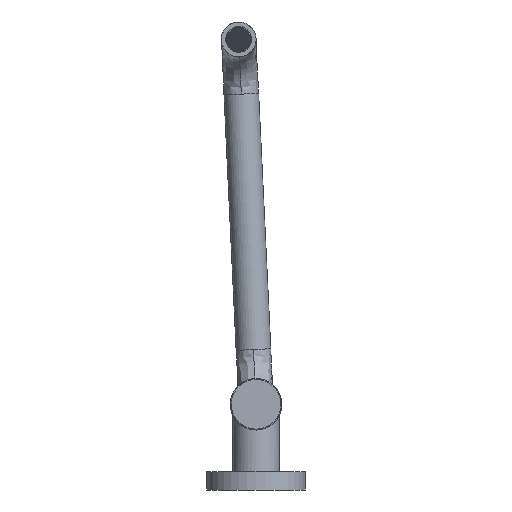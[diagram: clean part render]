
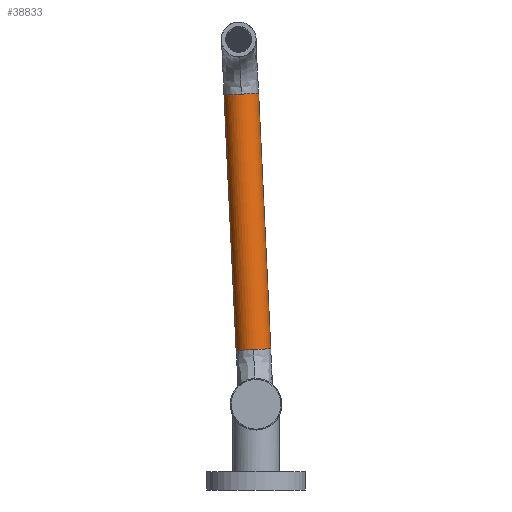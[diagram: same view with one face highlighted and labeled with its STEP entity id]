
A CAD part, front view. The second image highlights one B-rep face of the part: STEP entity #38833.
In plain terms, the highlighted cylindrical face has radius 9.5 mm (diameter 19 mm), a partial arc.
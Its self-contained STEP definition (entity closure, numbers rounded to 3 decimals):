
#222 = VECTOR ( 'NONE', #53300, 1000. ) ;
#2509 = LINE ( 'NONE', #88550, #222 ) ;
#6007 = AXIS2_PLACEMENT_3D ( 'NONE', #67580, #25142, #74701 ) ;
#8062 = DIRECTION ( 'NONE',  ( -0.047, 0., 0.999 ) ) ;
#8794 = EDGE_CURVE ( 'NONE', #19601, #24678, #32600, .T. ) ;
#8911 = CARTESIAN_POINT ( 'NONE',  ( -8.032, 240.515, 210.74 ) ) ;
#9341 = EDGE_LOOP ( 'NONE', ( #35954, #69616, #42094, #79280, #55507, #61210 ) ) ;
#9596 = VERTEX_POINT ( 'NONE', #12943 ) ;
#11432 = AXIS2_PLACEMENT_3D ( 'NONE', #55005, #61832, #12407 ) ;
#12407 = DIRECTION ( 'NONE',  ( 0.999, 0., 0.047 ) ) ;
#12943 = CARTESIAN_POINT ( 'NONE',  ( 8.103, 240.515, 71.348 ) ) ;
#16043 = DIRECTION ( 'NONE',  ( 0.999, 0., 0.047 ) ) ;
#19601 = VERTEX_POINT ( 'NONE', #78072 ) ;
#22100 = CARTESIAN_POINT ( 'NONE',  ( -10.876, 240.515, 70.447 ) ) ;
#24308 = CIRCLE ( 'NONE', #83379, 9.5 ) ;
#24678 = VERTEX_POINT ( 'NONE', #37117 ) ;
#25023 = EDGE_CURVE ( 'NONE', #9596, #43429, #2509, .T. ) ;
#25142 = DIRECTION ( 'NONE',  ( 0.047, 0., -0.999 ) ) ;
#26114 = DIRECTION ( 'NONE',  ( 0.047, 0., -0.999 ) ) ;
#27142 = AXIS2_PLACEMENT_3D ( 'NONE', #8911, #58593, #16043 ) ;
#28041 = CARTESIAN_POINT ( 'NONE',  ( -17.522, 240.515, 210.289 ) ) ;
#32128 = CARTESIAN_POINT ( 'NONE',  ( -1.386, 240.515, 70.898 ) ) ;
#32600 = CIRCLE ( 'NONE', #89053, 9.5 ) ;
#33767 = VECTOR ( 'NONE', #8062, 1000. ) ;
#35954 = ORIENTED_EDGE ( 'NONE', *, *, #73362, .F. ) ;
#35974 = LINE ( 'NONE', #22100, #33767 ) ;
#37117 = CARTESIAN_POINT ( 'NONE',  ( -10.876, 240.515, 70.447 ) ) ;
#38833 = ADVANCED_FACE ( 'NONE', ( #62988 ), #51949, .T. ) ;
#39155 = CIRCLE ( 'NONE', #27142, 9.5 ) ;
#39307 = DIRECTION ( 'NONE',  ( 0., 1., 0. ) ) ;
#42094 = ORIENTED_EDGE ( 'NONE', *, *, #69938, .F. ) ;
#42519 = EDGE_CURVE ( 'NONE', #67792, #59682, #24308, .T. ) ;
#43429 = VERTEX_POINT ( 'NONE', #50771 ) ;
#46469 = CIRCLE ( 'NONE', #6007, 9.5 ) ;
#50771 = CARTESIAN_POINT ( 'NONE',  ( 1.457, 240.515, 211.191 ) ) ;
#51949 = CYLINDRICAL_SURFACE ( 'NONE', #11432, 9.5 ) ;
#53300 = DIRECTION ( 'NONE',  ( -0.047, 0., 0.999 ) ) ;
#54124 = EDGE_CURVE ( 'NONE', #43429, #67792, #39155, .T. ) ;
#55005 = CARTESIAN_POINT ( 'NONE',  ( -1.386, 240.515, 70.898 ) ) ;
#55507 = ORIENTED_EDGE ( 'NONE', *, *, #54124, .T. ) ;
#58593 = DIRECTION ( 'NONE',  ( 0.047, 0., -0.999 ) ) ;
#59682 = VERTEX_POINT ( 'NONE', #28041 ) ;
#61210 = ORIENTED_EDGE ( 'NONE', *, *, #42519, .T. ) ;
#61832 = DIRECTION ( 'NONE',  ( -0.047, 0., 0.999 ) ) ;
#62988 = FACE_OUTER_BOUND ( 'NONE', #9341, .T. ) ;
#67580 = CARTESIAN_POINT ( 'NONE',  ( -1.386, 240.515, 70.898 ) ) ;
#67792 = VERTEX_POINT ( 'NONE', #69712 ) ;
#68518 = CARTESIAN_POINT ( 'NONE',  ( -8.032, 240.515, 210.74 ) ) ;
#69616 = ORIENTED_EDGE ( 'NONE', *, *, #8794, .F. ) ;
#69712 = CARTESIAN_POINT ( 'NONE',  ( -8.032, 231.015, 210.74 ) ) ;
#69938 = EDGE_CURVE ( 'NONE', #9596, #19601, #46469, .T. ) ;
#73362 = EDGE_CURVE ( 'NONE', #24678, #59682, #35974, .T. ) ;
#74701 = DIRECTION ( 'NONE',  ( 0., 1., 0. ) ) ;
#75658 = DIRECTION ( 'NONE',  ( 0.999, 0., 0.047 ) ) ;
#78072 = CARTESIAN_POINT ( 'NONE',  ( -1.386, 231.015, 70.898 ) ) ;
#79280 = ORIENTED_EDGE ( 'NONE', *, *, #25023, .T. ) ;
#81652 = DIRECTION ( 'NONE',  ( 0.047, 0., -0.999 ) ) ;
#83379 = AXIS2_PLACEMENT_3D ( 'NONE', #68518, #26114, #75658 ) ;
#88550 = CARTESIAN_POINT ( 'NONE',  ( 8.103, 240.515, 71.348 ) ) ;
#89053 = AXIS2_PLACEMENT_3D ( 'NONE', #32128, #81652, #39307 ) ;
